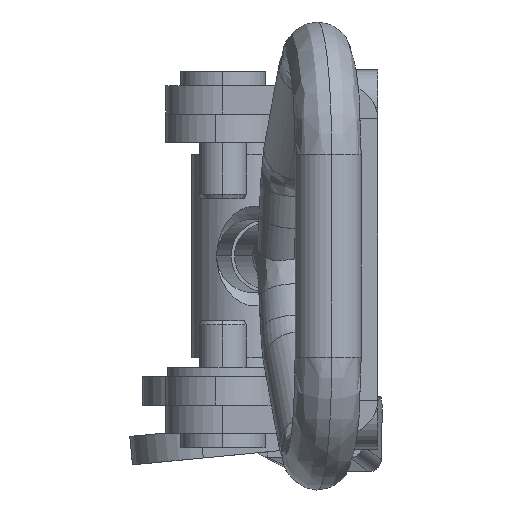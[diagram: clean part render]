
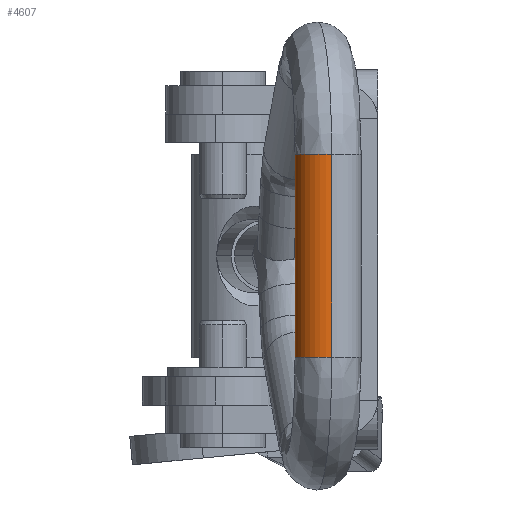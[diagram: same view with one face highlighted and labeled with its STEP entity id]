
A CAD part, left-side view. The second image highlights one B-rep face of the part: STEP entity #4607.
In plain terms, the highlighted free-form (B-spline) face has degree [3, 1] with [4, 2] control points.
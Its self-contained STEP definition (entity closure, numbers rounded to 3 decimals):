
#4 = DIRECTION ( 'NONE',  ( 0.006, -1., 0. ) ) ;
#65 = VERTEX_POINT ( 'NONE', #5131 ) ;
#590 = EDGE_CURVE ( 'NONE', #65, #5720, #4428, .T. ) ;
#708 = ORIENTED_EDGE ( 'NONE', *, *, #2353, .T. ) ;
#1048 = VERTEX_POINT ( 'NONE', #6437 ) ;
#1069 = CIRCLE ( 'NONE', #2608, 3.5 ) ;
#1073 = CARTESIAN_POINT ( 'NONE',  ( 10.72, 88.5, 0. ) ) ;
#1170 = EDGE_LOOP ( 'NONE', ( #3678, #708, #5283, #5743 ) ) ;
#1380 = DIRECTION ( 'NONE',  ( -1., -0.006, 0. ) ) ;
#1546 = FACE_OUTER_BOUND ( 'NONE', #1170, .T. ) ;
#1586 = CARTESIAN_POINT ( 'NONE',  ( 10.68, 95.5, 0. ) ) ;
#2194 = CARTESIAN_POINT ( 'NONE',  ( -10.68, 88.5, 7. ) ) ;
#2353 = EDGE_CURVE ( 'NONE', #3357, #1048, #4950, .T. ) ;
#2535 = CARTESIAN_POINT ( 'NONE',  ( 10.68, 95.5, 0. ) ) ;
#2608 = AXIS2_PLACEMENT_3D ( 'NONE', #4639, #1380, #5155 ) ;
#2641 = DIRECTION ( 'NONE',  ( -1., 0., 0. ) ) ;
#2740 = CARTESIAN_POINT ( 'NONE',  ( -10.68, 88.5, 0. ) ) ;
#2764 = CARTESIAN_POINT ( 'NONE',  ( -10.72, 95.5, 7. ) ) ;
#3021 =( BOUNDED_SURFACE ( )  B_SPLINE_SURFACE ( 3, 1, ( 
 ( #1073, #2740 ),
 ( #5398, #2194 ),
 ( #5917, #2764 ),
 ( #6432, #3331 ) ),
 .UNSPECIFIED., .F., .F., .F. ) 
 B_SPLINE_SURFACE_WITH_KNOTS ( ( 4, 4 ),
 ( 2, 2 ),
 ( 0., 1. ),
 ( 0., 1. ),
 .UNSPECIFIED. ) 
 GEOMETRIC_REPRESENTATION_ITEM ( )  RATIONAL_B_SPLINE_SURFACE ( (
 ( 1., 1.),
 ( 0.333, 0.333),
 ( 0.333, 0.333),
 ( 1., 1.) ) ) 
 REPRESENTATION_ITEM ( '' )  SURFACE ( )  );
#3331 = CARTESIAN_POINT ( 'NONE',  ( -10.72, 95.5, 0. ) ) ;
#3335 = DIRECTION ( 'NONE',  ( -1., -0.006, 0. ) ) ;
#3357 = VERTEX_POINT ( 'NONE', #2535 ) ;
#3576 = VECTOR ( 'NONE', #4820, 1000. ) ;
#3678 = ORIENTED_EDGE ( 'NONE', *, *, #5946, .T. ) ;
#4062 = CIRCLE ( 'NONE', #4277, 3.5 ) ;
#4277 = AXIS2_PLACEMENT_3D ( 'NONE', #6440, #3335, #4 ) ;
#4398 = EDGE_CURVE ( 'NONE', #5720, #1048, #4062, .T. ) ;
#4428 = LINE ( 'NONE', #5049, #5478 ) ;
#4607 = ADVANCED_FACE ( 'NONE', ( #1546 ), #3021, .T. ) ;
#4639 = CARTESIAN_POINT ( 'NONE',  ( 10.7, 92., 0. ) ) ;
#4820 = DIRECTION ( 'NONE',  ( -1., 0., 0. ) ) ;
#4950 = LINE ( 'NONE', #1586, #3576 ) ;
#5049 = CARTESIAN_POINT ( 'NONE',  ( 10.72, 88.5, 0. ) ) ;
#5131 = CARTESIAN_POINT ( 'NONE',  ( 10.72, 88.5, 0. ) ) ;
#5155 = DIRECTION ( 'NONE',  ( 0.006, -1., 0. ) ) ;
#5283 = ORIENTED_EDGE ( 'NONE', *, *, #4398, .F. ) ;
#5398 = CARTESIAN_POINT ( 'NONE',  ( 10.72, 88.5, 7. ) ) ;
#5427 = CARTESIAN_POINT ( 'NONE',  ( -10.68, 88.5, 0. ) ) ;
#5478 = VECTOR ( 'NONE', #2641, 1000. ) ;
#5720 = VERTEX_POINT ( 'NONE', #5427 ) ;
#5743 = ORIENTED_EDGE ( 'NONE', *, *, #590, .F. ) ;
#5917 = CARTESIAN_POINT ( 'NONE',  ( 10.68, 95.5, 7. ) ) ;
#5946 = EDGE_CURVE ( 'NONE', #65, #3357, #1069, .T. ) ;
#6432 = CARTESIAN_POINT ( 'NONE',  ( 10.68, 95.5, 0. ) ) ;
#6437 = CARTESIAN_POINT ( 'NONE',  ( -10.72, 95.5, 0. ) ) ;
#6440 = CARTESIAN_POINT ( 'NONE',  ( -10.7, 92., 0. ) ) ;
